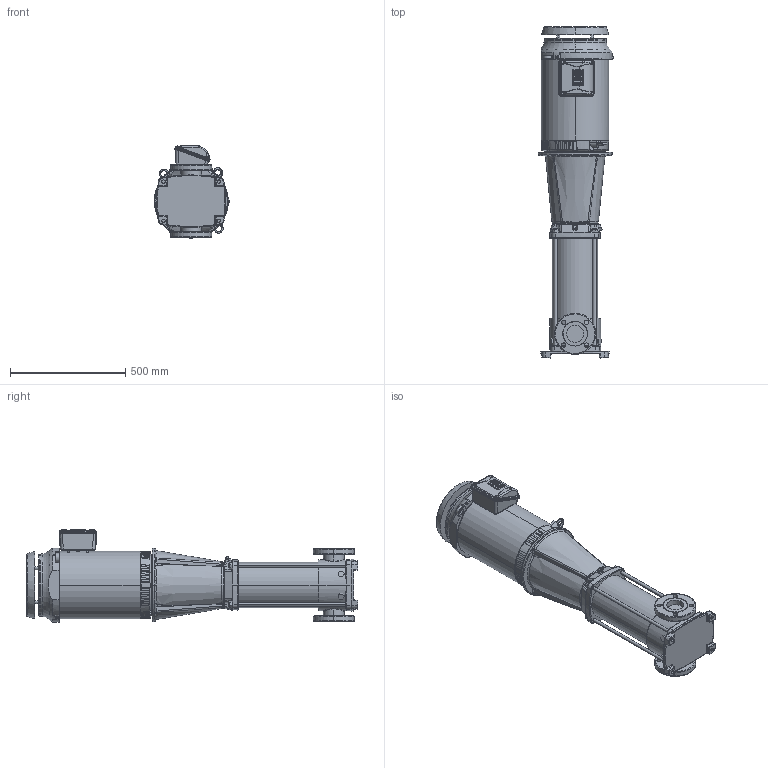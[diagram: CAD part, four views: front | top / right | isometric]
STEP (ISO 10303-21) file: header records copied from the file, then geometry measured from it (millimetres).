
FILE_DESCRIPTION (( 'STEP AP203' ), '1' );
FILE_NAME ('3303100 - MVI-160-5_2-20 HP-254TC-304-E-230_460~3.step', '2022-03-30T18:28:55', ( '' ), ( '' ), 'SwSTEP 2.0', 'SolidWorks 2021', '' );
FILE_SCHEMA (( 'CONFIG_CONTROL_DESIGN' ));
Products named in the file (5): TEFC MOTOR_2700102 - NEMA V2 20 HP 254_6TC 208-230_460~3 TEFC; 2700102 - NEMA V2 20 HP 254_6TC 208-230_460~3 TEFC; sbi_n_32-5-2_flange(NEMA); MVI PEO - [304-EPDM]_3304100 - MVI-160-5_2-20 HP-254TC-304-E-S; 3303100 - MVI-160-5_2-20 HP-254TC-304-E-230_460~3
Assembly tree (4 placements, depth 3):
  3303100 - MVI-160-5_2-20 HP-254TC-304-E-230_460~3
    MVI PEO - [304-EPDM]_3304100 - MVI-160-5_2-20 HP-254TC-304-E-S
      sbi_n_32-5-2_flange(NEMA)
    TEFC MOTOR_2700102 - NEMA V2 20 HP 254_6TC 208-230_460~3 TEFC
      2700102 - NEMA V2 20 HP 254_6TC 208-230_460~3 TEFC
Bounding box: 327.39 x 1440.8 x 400.99 mm (x, y, z)
Volume: 72847447.6 mm3; surface area: 2055189.8 mm2
Topology: 4 solids, 30 shells, 5770 faces, 15171 edges, 9939 vertices
Faces by surface type: plane 2891, cylinder 2177, bspline 303, cone 281, torus 115, sphere 3
Entity records: 208721 total; most frequent: CARTESIAN_POINT 65862, ORIENTED_EDGE 30264, DIRECTION 29223, EDGE_CURVE 15132, AXIS2_PLACEMENT_3D 10317, VERTEX_POINT 9939, LINE 8589, VECTOR 8589
